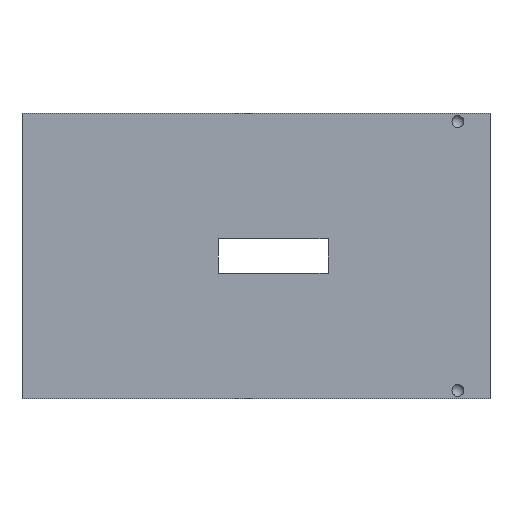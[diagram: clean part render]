
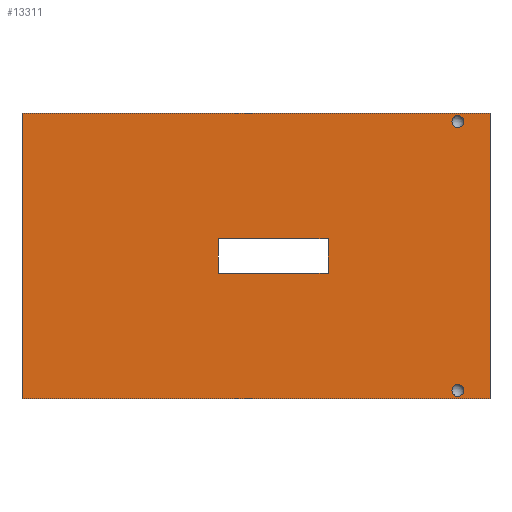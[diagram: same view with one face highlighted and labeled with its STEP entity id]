
A CAD part, left-side view. The second image highlights one B-rep face of the part: STEP entity #13311.
In plain terms, the highlighted planar face has unit normal (-1, 0, 0).
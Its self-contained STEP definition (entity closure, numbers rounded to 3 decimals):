
#76=FACE_BOUND('',#5364,.T.);
#77=FACE_BOUND('',#5365,.T.);
#78=FACE_BOUND('',#5366,.T.);
#2460=LINE('',#25078,#3570);
#2463=LINE('',#25083,#3573);
#2465=LINE('',#25087,#3575);
#2467=LINE('',#25090,#3577);
#2470=LINE('',#25096,#3580);
#2472=LINE('',#25101,#3582);
#2474=LINE('',#25104,#3584);
#2475=LINE('',#25106,#3585);
#3570=VECTOR('',#15283,10.);
#3573=VECTOR('',#15288,10.);
#3575=VECTOR('',#15292,10.);
#3577=VECTOR('',#15296,10.);
#3580=VECTOR('',#15301,10.);
#3582=VECTOR('',#15305,10.);
#3584=VECTOR('',#15309,10.);
#3585=VECTOR('',#15312,10.);
#3871=PLANE('',#13624);
#4588=FACE_OUTER_BOUND('',#5363,.T.);
#5363=EDGE_LOOP('',(#12583,#12584,#12585,#12586));
#5364=EDGE_LOOP('',(#12587));
#5365=EDGE_LOOP('',(#12588));
#5366=EDGE_LOOP('',(#12589,#12590,#12591,#12592));
#5367=CIRCLE('',#13336,2.291);
#5368=CIRCLE('',#13338,2.291);
#5369=VERTEX_POINT('',#15319);
#5370=VERTEX_POINT('',#15322);
#6675=VERTEX_POINT('',#25076);
#6676=VERTEX_POINT('',#25077);
#6677=VERTEX_POINT('',#25082);
#6678=VERTEX_POINT('',#25086);
#6679=VERTEX_POINT('',#25092);
#6680=VERTEX_POINT('',#25094);
#6681=VERTEX_POINT('',#25098);
#6682=VERTEX_POINT('',#25100);
#6683=EDGE_CURVE('',#5369,#5369,#5367,.T.);
#6684=EDGE_CURVE('',#5370,#5370,#5368,.T.);
#8637=EDGE_CURVE('',#6675,#6676,#2460,.T.);
#8640=EDGE_CURVE('',#6676,#6677,#2463,.T.);
#8642=EDGE_CURVE('',#6677,#6678,#2465,.T.);
#8644=EDGE_CURVE('',#6678,#6675,#2467,.T.);
#8647=EDGE_CURVE('',#6680,#6679,#2470,.T.);
#8649=EDGE_CURVE('',#6681,#6682,#2472,.T.);
#8651=EDGE_CURVE('',#6679,#6681,#2474,.T.);
#8652=EDGE_CURVE('',#6682,#6680,#2475,.T.);
#12583=ORIENTED_EDGE('',*,*,#8649,.F.);
#12584=ORIENTED_EDGE('',*,*,#8651,.F.);
#12585=ORIENTED_EDGE('',*,*,#8647,.F.);
#12586=ORIENTED_EDGE('',*,*,#8652,.F.);
#12587=ORIENTED_EDGE('',*,*,#6683,.T.);
#12588=ORIENTED_EDGE('',*,*,#6684,.T.);
#12589=ORIENTED_EDGE('',*,*,#8642,.T.);
#12590=ORIENTED_EDGE('',*,*,#8644,.T.);
#12591=ORIENTED_EDGE('',*,*,#8637,.T.);
#12592=ORIENTED_EDGE('',*,*,#8640,.T.);
#13311=ADVANCED_FACE('',(#4588,#76,#77,#78),#3871,.F.);
#13336=AXIS2_PLACEMENT_3D('',#15320,#13629,#13630);
#13338=AXIS2_PLACEMENT_3D('',#15323,#13633,#13634);
#13624=AXIS2_PLACEMENT_3D('',#25108,#15315,#15316);
#13629=DIRECTION('center_axis',(1.,0.,0.));
#13630=DIRECTION('ref_axis',(0.,0.,-1.));
#13633=DIRECTION('center_axis',(1.,0.,0.));
#13634=DIRECTION('ref_axis',(0.,0.,-1.));
#15283=DIRECTION('',(0.,0.,1.));
#15288=DIRECTION('',(0.,-1.,0.));
#15292=DIRECTION('',(0.,0.,-1.));
#15296=DIRECTION('',(0.,1.,0.));
#15301=DIRECTION('',(0.,-1.,0.));
#15305=DIRECTION('',(0.,1.,0.));
#15309=DIRECTION('',(0.,0.,-1.));
#15312=DIRECTION('',(0.,0.,1.));
#15315=DIRECTION('center_axis',(1.,0.,0.));
#15316=DIRECTION('ref_axis',(0.,0.,-1.));
#15319=CARTESIAN_POINT('',(0.,-77.183,-49.086));
#15320=CARTESIAN_POINT('Origin',(0.,-77.183,-51.377));
#15322=CARTESIAN_POINT('',(0.,-77.183,53.668));
#15323=CARTESIAN_POINT('Origin',(0.,-77.183,51.377));
#25076=CARTESIAN_POINT('',(0.,14.45,-6.5));
#25077=CARTESIAN_POINT('',(0.,14.45,6.5));
#25078=CARTESIAN_POINT('',(0.,14.45,3.25));
#25082=CARTESIAN_POINT('',(0.,-27.55,6.5));
#25083=CARTESIAN_POINT('',(0.,-13.775,6.5));
#25086=CARTESIAN_POINT('',(0.,-27.55,-6.5));
#25087=CARTESIAN_POINT('',(0.,-27.55,-3.25));
#25090=CARTESIAN_POINT('',(0.,7.225,-6.5));
#25092=CARTESIAN_POINT('',(0.,-89.45,54.5));
#25094=CARTESIAN_POINT('',(0.,89.45,54.5));
#25096=CARTESIAN_POINT('',(0.,89.45,54.5));
#25098=CARTESIAN_POINT('',(0.,-89.45,-54.5));
#25100=CARTESIAN_POINT('',(0.,89.45,-54.5));
#25101=CARTESIAN_POINT('',(0.,-89.45,-54.5));
#25104=CARTESIAN_POINT('',(0.,-89.45,54.5));
#25106=CARTESIAN_POINT('',(0.,89.45,-54.5));
#25108=CARTESIAN_POINT('Origin',(0.,0.,0.));
